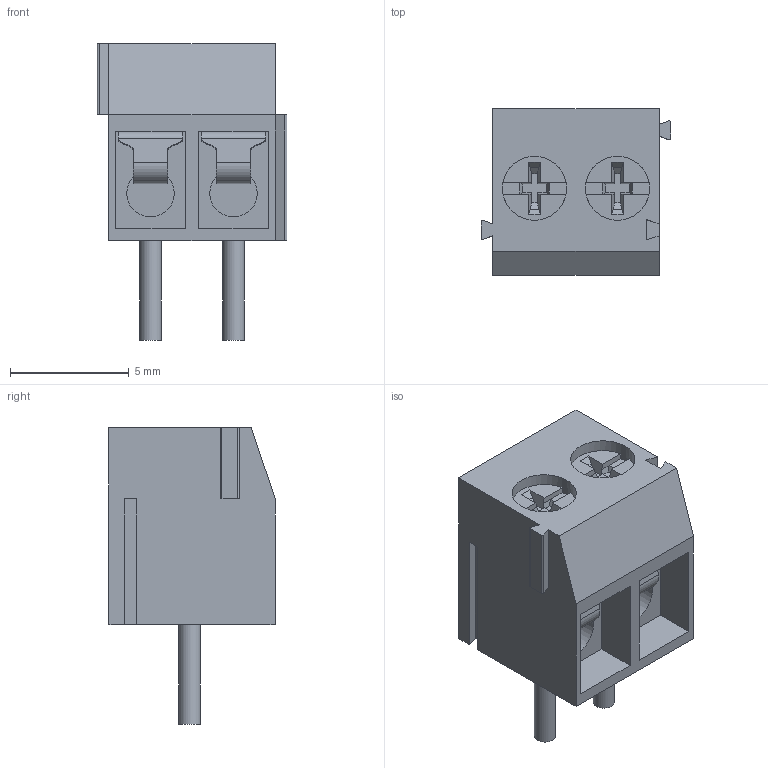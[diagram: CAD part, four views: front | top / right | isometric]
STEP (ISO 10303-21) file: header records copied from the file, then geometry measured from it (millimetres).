
FILE_DESCRIPTION(/* description */ (''),/* implementation_level */ '2;1');
FILE_NAME(/* name */ 'c-1776275-2-a-3d.step',/* time_stamp */ '2022-03-20T16:32:28+02:00',/* author */ (''),/* organization */ (''),/* preprocessor_version */ 'ST-DEVELOPER v18.1',/* originating_system */ 'Autodesk Translation Framework v10.13.0.1454',/* authorisation */ '');
FILE_SCHEMA (('AUTOMOTIVE_DESIGN { 1 0 10303 214 3 1 1 }'));
Length unit declared in the file: millimetre
Products named in the file (1): (Unsaved)
Bounding box: 8 x 7 x 12.5 mm (x, y, z)
Volume: 349.3 mm3; surface area: 468.6 mm2
Topology: 1 solids, 1 shells, 123 faces, 329 edges, 214 vertices
Faces by surface type: plane 101, cylinder 18, bspline 4
Full cylindrical faces by diameter (mm): 0.9 x2, 2 x2, 2.7 x2
Entity records: 3844 total; most frequent: CARTESIAN_POINT 719, ORIENTED_EDGE 658, DIRECTION 605, EDGE_CURVE 329, LINE 277, VECTOR 277, VERTEX_POINT 214, AXIS2_PLACEMENT_3D 164
